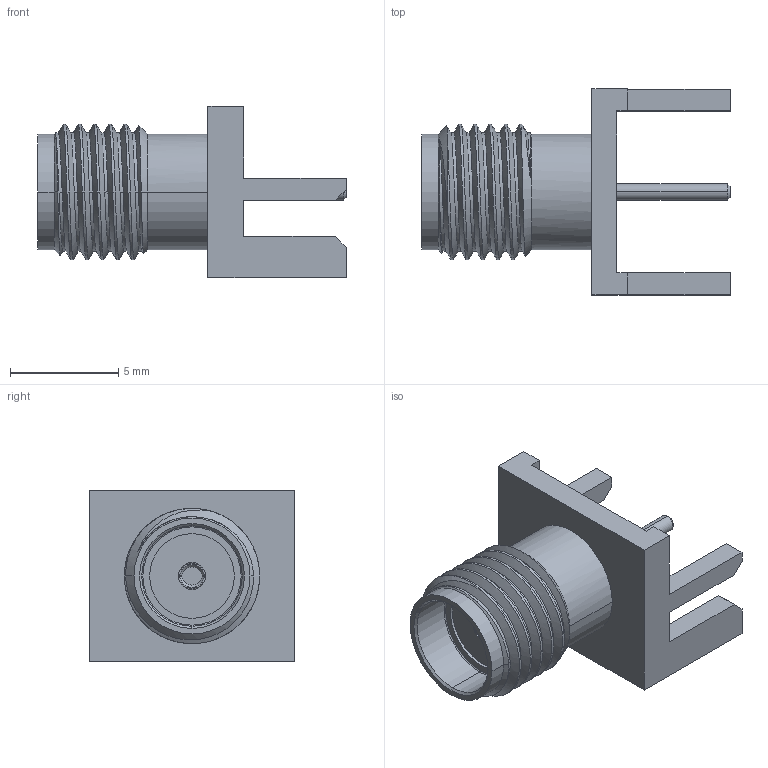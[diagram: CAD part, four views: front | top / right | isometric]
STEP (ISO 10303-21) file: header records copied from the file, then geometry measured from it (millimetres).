
FILE_DESCRIPTION(('CAx-IF Rec.Pracs.---Model Styling and Organization---1.5---2016-08-15','CAx-IF Rec.Pracs.---Geometric and Assembly Validation Properties---4.4---2016-08-17','CAx-IF Rec.Pracs.---User Defined Attributes---1.5---2016-08-15','CAx-IF Rec.Pracs.---External References---2.1---2005-01-19'),'2;1');
FILE_NAME('11353043.step','2023-02-13T16:48:22',('Unspecified'),('Unspecified'),'CAD Exchanger 3.8.1 (cadexchanger.com)','Unspecified','');
FILE_SCHEMA(('AUTOMOTIVE_DESIGN { 1 0 10303 214 1 1 1 1 }'));
Length unit declared in the file: millimetre
Products named in the file (1): 732511150
Bounding box: 14.27 x 9.53 x 7.92 mm (x, y, z)
Volume: 281.7 mm3; surface area: 579.4 mm2
Topology: 1 solids, 5 shells, 118 faces, 305 edges, 202 vertices
Faces by surface type: plane 52, cylinder 48, cone 13, torus 3, bspline 2
Entity records: 6977 total; most frequent: CARTESIAN_POINT 4198, ORIENTED_EDGE 610, DIRECTION 517, EDGE_CURVE 305, VERTEX_POINT 202, AXIS2_PLACEMENT_3D 181, LINE 155, VECTOR 155
